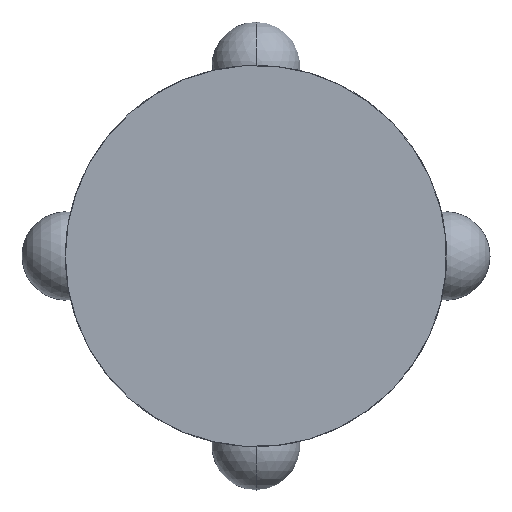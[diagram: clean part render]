
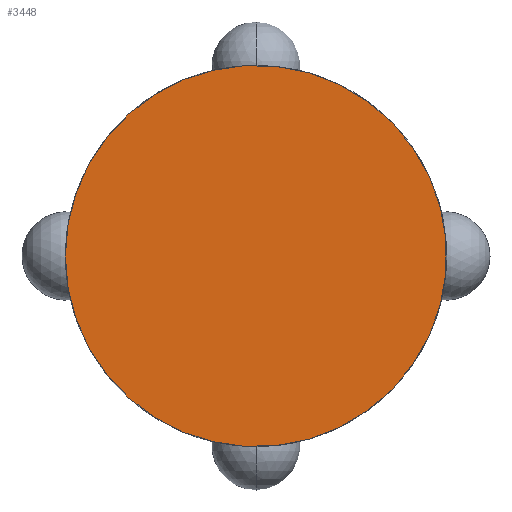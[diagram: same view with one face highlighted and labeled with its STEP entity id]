
A CAD part, front view. The second image highlights one B-rep face of the part: STEP entity #3448.
In plain terms, the highlighted planar face has unit normal (0, -1, 0).
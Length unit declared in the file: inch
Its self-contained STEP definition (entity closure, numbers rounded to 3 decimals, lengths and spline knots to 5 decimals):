
#195=CARTESIAN_POINT('',(0.,-1.527,0.));
#196=DIRECTION('',(0.,-1.,0.));
#197=DIRECTION('',(0.11,0.,0.994));
#198=AXIS2_PLACEMENT_3D('',#195,#196,#197);
#200=CARTESIAN_POINT('',(0.,-1.527,0.));
#201=DIRECTION('',(0.,-1.,0.));
#202=DIRECTION('',(0.11,0.,-0.994));
#203=AXIS2_PLACEMENT_3D('',#200,#201,#202);
#2751=CARTESIAN_POINT('',(0.13068,-1.527,-1.18029));
#2752=VERTEX_POINT('',#2751);
#2755=CARTESIAN_POINT('',(0.13068,-1.527,1.18029));
#2756=VERTEX_POINT('',#2755);
#3439=CARTESIAN_POINT('',(1.343,-1.527,0.));
#3440=DIRECTION('',(0.,-1.,0.));
#3441=DIRECTION('',(-1.,0.,0.));
#3442=AXIS2_PLACEMENT_3D('',#3439,#3440,#3441);
#3443=PLANE('',#3442);
#3444=ORIENTED_EDGE('',*,*,#3422,.F.);
#3445=ORIENTED_EDGE('',*,*,#3401,.F.);
#3446=EDGE_LOOP('',(#3444,#3445));
#3447=FACE_OUTER_BOUND('',#3446,.F.);
#3448=ADVANCED_FACE('',(#3447),#3443,.T.);
#199=CIRCLE('',#198,1.1875);
#204=CIRCLE('',#203,1.1875);
#3401=EDGE_CURVE('',#2756,#2752,#199,.T.);
#3422=EDGE_CURVE('',#2752,#2756,#204,.T.);
